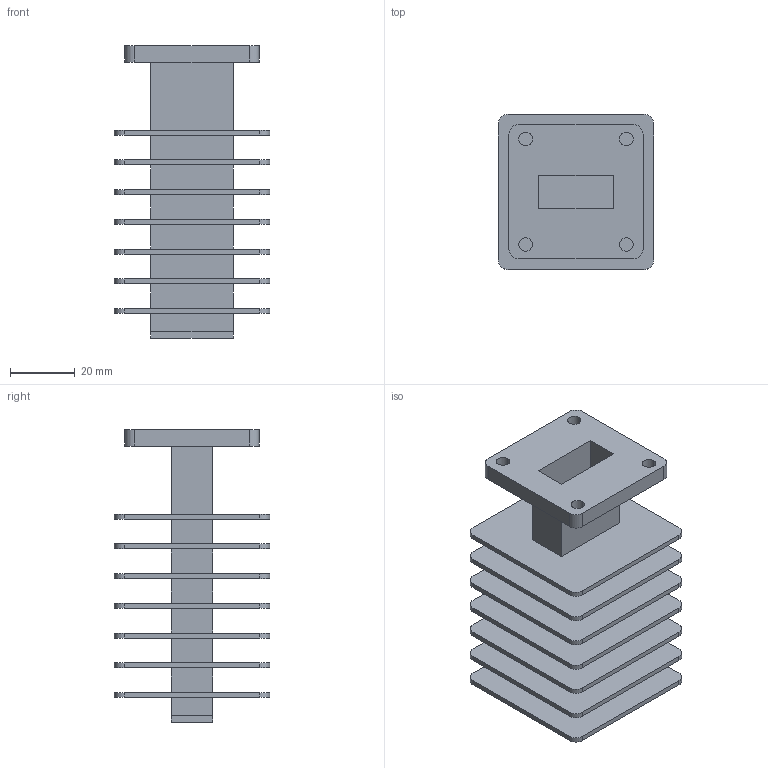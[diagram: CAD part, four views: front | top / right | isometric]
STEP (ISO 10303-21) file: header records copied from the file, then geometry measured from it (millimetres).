
FILE_DESCRIPTION (( 'STEP AP214' ), '1' );
FILE_NAME ('FMW90TR1002.step', '2021-06-04T19:01:11', ( '' ), ( '' ), 'SwSTEP 2.0', 'SolidWorks 2020', '' );
FILE_SCHEMA (( 'AUTOMOTIVE_DESIGN' ));
Length unit declared in the file: inch
Products named in the file (1): FMW90TR1002
Bounding box: 47.8 x 47.8 x 90 mm (x, y, z)
Volume: 36045.4 mm3; surface area: 45166.1 mm2
Topology: 1 solids, 1 shells, 131 faces, 336 edges, 224 vertices
Faces by surface type: plane 91, cylinder 40
Entity records: 4091 total; most frequent: CARTESIAN_POINT 692, DIRECTION 680, ORIENTED_EDGE 672, EDGE_CURVE 336, VECTOR 256, LINE 256, VERTEX_POINT 224, AXIS2_PLACEMENT_3D 212
